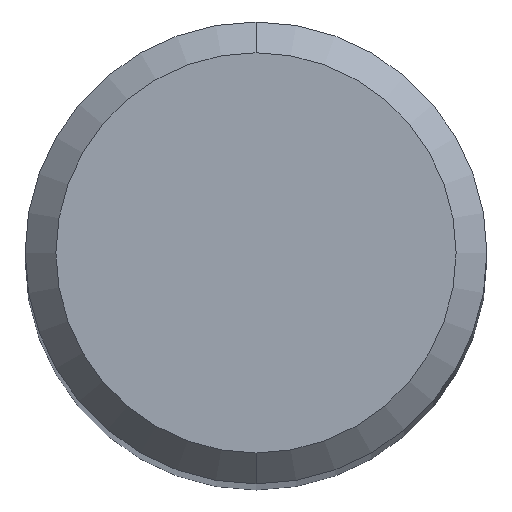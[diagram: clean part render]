
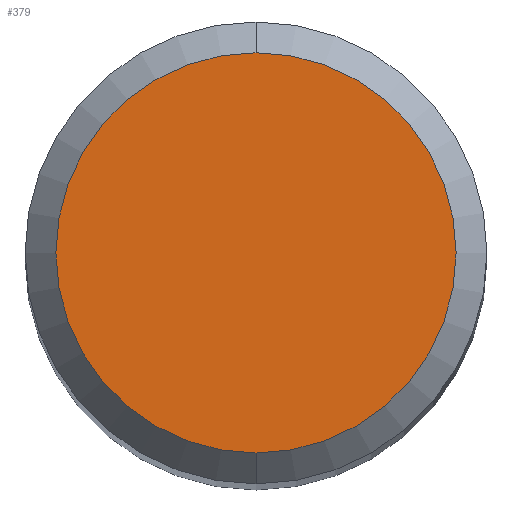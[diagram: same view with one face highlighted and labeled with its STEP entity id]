
A CAD part, top view. The second image highlights one B-rep face of the part: STEP entity #379.
In plain terms, the highlighted planar face has unit normal (0, 0, 1).
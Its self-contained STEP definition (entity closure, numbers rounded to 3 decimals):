
#199=EDGE_CURVE('',#265,#407,#507,.T.);
#265=VERTEX_POINT('',#578);
#335=EDGE_CURVE('',#407,#265,#654,.T.);
#379=ADVANCED_FACE('',(#704),#705,.T.);
#407=VERTEX_POINT('',#735);
#507=CIRCLE('',#847,2.6);
#578=CARTESIAN_POINT('',(0.0,2.6,0.0));
#654=CIRCLE('',#1191,2.6);
#704=FACE_OUTER_BOUND('',#1299,.T.);
#705=PLANE('',#1300);
#735=CARTESIAN_POINT('',(0.,-2.6,0.0));
#847=AXIS2_PLACEMENT_3D('',#1468,#1469,#1470);
#1191=AXIS2_PLACEMENT_3D('',#1606,#1607,#1608);
#1299=EDGE_LOOP('',(#1687,#1688));
#1300=AXIS2_PLACEMENT_3D('',#1689,#1690,#1691);
#1468=CARTESIAN_POINT('',(0.0,0.0,0.0));
#1469=DIRECTION('',(0.0,0.0,-1.0));
#1470=DIRECTION('',(0.0,1.0,0.0));
#1606=CARTESIAN_POINT('',(0.0,0.0,0.0));
#1607=DIRECTION('',(0.0,0.0,-1.0));
#1608=DIRECTION('',(0.0,1.0,0.0));
#1687=ORIENTED_EDGE('',*,*,#199,.F.);
#1688=ORIENTED_EDGE('',*,*,#335,.F.);
#1689=CARTESIAN_POINT('',(0.0,1.3,0.0));
#1690=DIRECTION('',(-0.0,0.0,1.0));
#1691=DIRECTION('',(0.0,-1.0,0.0));
